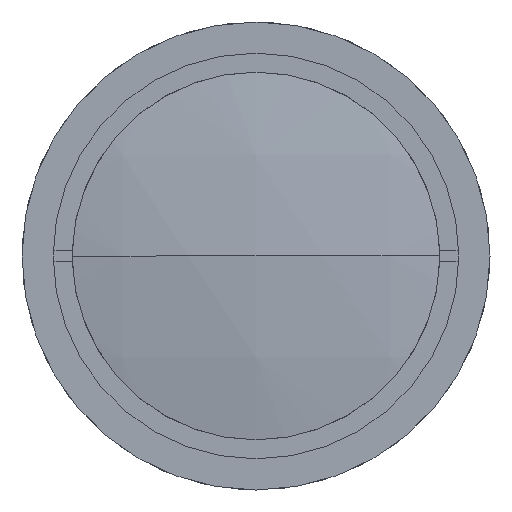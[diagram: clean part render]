
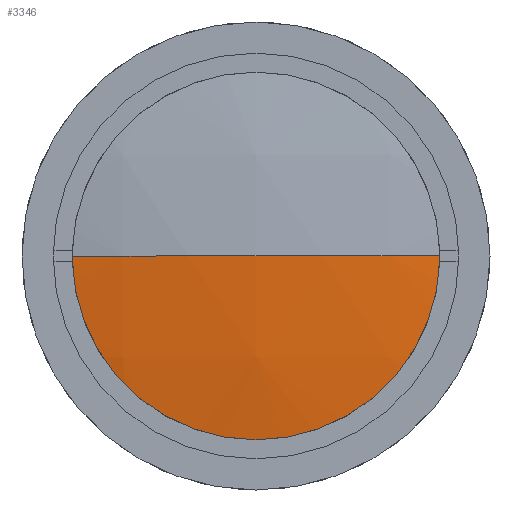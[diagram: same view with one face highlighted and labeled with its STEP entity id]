
A CAD part, left-side view. The second image highlights one B-rep face of the part: STEP entity #3346.
In plain terms, the highlighted spherical face has radius 100.18 mm.
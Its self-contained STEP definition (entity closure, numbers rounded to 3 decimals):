
#7 = DIRECTION ( 'NONE',  ( 0., 0., -1. ) ) ;
#435 = CARTESIAN_POINT ( 'NONE',  ( 3.281, 0., 0. ) ) ;
#646 = CARTESIAN_POINT ( 'NONE',  ( 103.461, 0., 0. ) ) ;
#880 = VERTEX_POINT ( 'NONE', #2557 ) ;
#1262 = DIRECTION ( 'NONE',  ( -1., 0., 0. ) ) ;
#1332 = DIRECTION ( 'NONE',  ( 0., 1., 0. ) ) ;
#1385 = CARTESIAN_POINT ( 'NONE',  ( 103.461, 0., 0. ) ) ;
#1417 = CIRCLE ( 'NONE', #2590, 100.18 ) ;
#1488 = CIRCLE ( 'NONE', #3713, 100.18 ) ;
#1834 = ORIENTED_EDGE ( 'NONE', *, *, #1982, .T. ) ;
#1982 = EDGE_CURVE ( 'NONE', #3650, #880, #3185, .T. ) ;
#2417 = ORIENTED_EDGE ( 'NONE', *, *, #4470, .F. ) ;
#2557 = CARTESIAN_POINT ( 'NONE',  ( 4.912, -18., 0. ) ) ;
#2590 = AXIS2_PLACEMENT_3D ( 'NONE', #1385, #7, #2893 ) ;
#2682 = FACE_OUTER_BOUND ( 'NONE', #4529, .T. ) ;
#2740 = AXIS2_PLACEMENT_3D ( 'NONE', #3733, #3104, #1332 ) ;
#2857 = ORIENTED_EDGE ( 'NONE', *, *, #3072, .T. ) ;
#2879 = VERTEX_POINT ( 'NONE', #435 ) ;
#2893 = DIRECTION ( 'NONE',  ( 0., 1., 0. ) ) ;
#2979 = DIRECTION ( 'NONE',  ( 0., 0., 1. ) ) ;
#3040 = DIRECTION ( 'NONE',  ( 0., 0., 1. ) ) ;
#3072 = EDGE_CURVE ( 'NONE', #880, #2879, #1417, .T. ) ;
#3104 = DIRECTION ( 'NONE',  ( 0., 0., -1. ) ) ;
#3185 = CIRCLE ( 'NONE', #4362, 18. ) ;
#3330 = CARTESIAN_POINT ( 'NONE',  ( 4.912, 0., 0. ) ) ;
#3346 = ADVANCED_FACE ( 'NONE', ( #2682 ), #4094, .T. ) ;
#3650 = VERTEX_POINT ( 'NONE', #3668 ) ;
#3668 = CARTESIAN_POINT ( 'NONE',  ( 4.912, 18., 0. ) ) ;
#3713 = AXIS2_PLACEMENT_3D ( 'NONE', #646, #3040, #4139 ) ;
#3733 = CARTESIAN_POINT ( 'NONE',  ( 103.461, 0., 0. ) ) ;
#4094 = SPHERICAL_SURFACE ( 'NONE', #2740, 100.18 ) ;
#4139 = DIRECTION ( 'NONE',  ( 0., -1., 0. ) ) ;
#4362 = AXIS2_PLACEMENT_3D ( 'NONE', #3330, #1262, #2979 ) ;
#4470 = EDGE_CURVE ( 'NONE', #3650, #2879, #1488, .T. ) ;
#4529 = EDGE_LOOP ( 'NONE', ( #1834, #2857, #2417 ) ) ;
